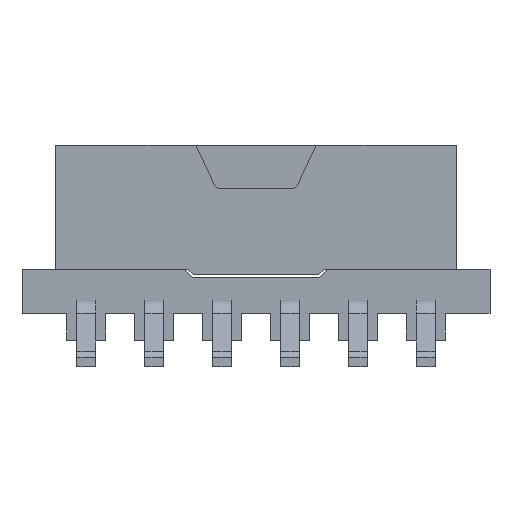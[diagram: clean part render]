
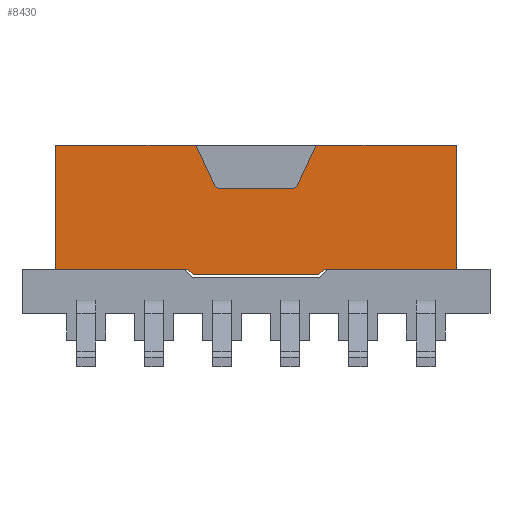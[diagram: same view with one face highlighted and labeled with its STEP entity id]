
A CAD part, left-side view. The second image highlights one B-rep face of the part: STEP entity #8430.
In plain terms, the highlighted face is planar.
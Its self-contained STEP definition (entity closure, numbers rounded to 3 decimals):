
#272=CIRCLE('',#8909,0.15);
#274=CIRCLE('',#8915,0.15);
#276=CIRCLE('',#8918,0.15);
#279=CIRCLE('',#8923,0.15);
#2052=ORIENTED_EDGE('',*,*,#2917,.T.);
#2053=ORIENTED_EDGE('',*,*,#2982,.T.);
#2054=ORIENTED_EDGE('',*,*,#2940,.F.);
#2055=ORIENTED_EDGE('',*,*,#2965,.F.);
#2056=ORIENTED_EDGE('',*,*,#2970,.F.);
#2057=ORIENTED_EDGE('',*,*,#2976,.F.);
#2058=ORIENTED_EDGE('',*,*,#2973,.F.);
#2059=ORIENTED_EDGE('',*,*,#2978,.T.);
#2060=ORIENTED_EDGE('',*,*,#2937,.T.);
#2061=ORIENTED_EDGE('',*,*,#2928,.T.);
#2062=ORIENTED_EDGE('',*,*,#2378,.F.);
#2063=ORIENTED_EDGE('',*,*,#2869,.F.);
#2064=ORIENTED_EDGE('',*,*,#2961,.F.);
#2065=ORIENTED_EDGE('',*,*,#2983,.F.);
#2066=ORIENTED_EDGE('',*,*,#2984,.F.);
#2067=ORIENTED_EDGE('',*,*,#2854,.F.);
#2068=ORIENTED_EDGE('',*,*,#2389,.F.);
#2069=ORIENTED_EDGE('',*,*,#2900,.F.);
#2378=EDGE_CURVE('',#3230,#3231,#3802,.T.);
#2389=EDGE_CURVE('',#3239,#3181,#3813,.T.);
#2854=EDGE_CURVE('',#3181,#3498,#4192,.T.);
#2869=EDGE_CURVE('',#3505,#3230,#4207,.T.);
#2900=EDGE_CURVE('',#3528,#3239,#4238,.T.);
#2917=EDGE_CURVE('',#3528,#3540,#4253,.T.);
#2928=EDGE_CURVE('',#3544,#3231,#4259,.T.);
#2937=EDGE_CURVE('',#3548,#3544,#4267,.T.);
#2940=EDGE_CURVE('',#3550,#3551,#4270,.T.);
#2961=EDGE_CURVE('',#3566,#3505,#4291,.T.);
#2965=EDGE_CURVE('',#3569,#3550,#272,.T.);
#2970=EDGE_CURVE('',#3572,#3569,#4298,.T.);
#2973=EDGE_CURVE('',#3575,#3576,#4301,.T.);
#2976=EDGE_CURVE('',#3576,#3572,#274,.T.);
#2978=EDGE_CURVE('',#3575,#3548,#276,.T.);
#2982=EDGE_CURVE('',#3540,#3551,#279,.T.);
#2983=EDGE_CURVE('',#3577,#3566,#4305,.T.);
#2984=EDGE_CURVE('',#3498,#3577,#4306,.T.);
#3181=VERTEX_POINT('',#11121);
#3230=VERTEX_POINT('',#11259);
#3231=VERTEX_POINT('',#11260);
#3239=VERTEX_POINT('',#11280);
#3498=VERTEX_POINT('',#12185);
#3505=VERTEX_POINT('',#12211);
#3528=VERTEX_POINT('',#12274);
#3540=VERTEX_POINT('',#12308);
#3544=VERTEX_POINT('',#12329);
#3548=VERTEX_POINT('',#12347);
#3550=VERTEX_POINT('',#12353);
#3551=VERTEX_POINT('',#12354);
#3566=VERTEX_POINT('',#12394);
#3569=VERTEX_POINT('',#12404);
#3572=VERTEX_POINT('',#12412);
#3575=VERTEX_POINT('',#12419);
#3576=VERTEX_POINT('',#12421);
#3577=VERTEX_POINT('',#12437);
#3802=LINE('',#11258,#4532);
#3813=LINE('',#11281,#4543);
#4192=LINE('',#12184,#4922);
#4207=LINE('',#12212,#4937);
#4238=LINE('',#12275,#4968);
#4253=LINE('',#12309,#4983);
#4259=LINE('',#12328,#4989);
#4267=LINE('',#12346,#4997);
#4270=LINE('',#12352,#5000);
#4291=LINE('',#12395,#5021);
#4298=LINE('',#12413,#5028);
#4301=LINE('',#12420,#5031);
#4305=LINE('',#12436,#5035);
#4306=LINE('',#12438,#5036);
#4532=VECTOR('',#9464,1000.);
#4543=VECTOR('',#9479,1000.);
#4922=VECTOR('',#10390,1000.);
#4937=VECTOR('',#10415,1000.);
#4968=VECTOR('',#10464,1000.);
#4983=VECTOR('',#10493,1000.);
#4989=VECTOR('',#10519,1000.);
#4997=VECTOR('',#10539,1000.);
#5000=VECTOR('',#10544,1000.);
#5021=VECTOR('',#10575,1000.);
#5028=VECTOR('',#10592,1000.);
#5031=VECTOR('',#10597,1000.);
#5035=VECTOR('',#10623,1000.);
#5036=VECTOR('',#10624,1000.);
#5360=EDGE_LOOP('',(#2052,#2053,#2054,#2055,#2056,#2057,#2058,#2059,#2060,
#2061,#2062,#2063,#2064,#2065,#2066,#2067,#2068,#2069));
#5686=FACE_BOUND('',#5360,.T.);
#5917=PLANE('',#8922);
#8430=ADVANCED_FACE('',(#5686),#5917,.T.);
#8909=AXIS2_PLACEMENT_3D('',#12403,#10583,#10584);
#8915=AXIS2_PLACEMENT_3D('',#12426,#10604,#10605);
#8918=AXIS2_PLACEMENT_3D('',#12429,#10610,#10611);
#8922=AXIS2_PLACEMENT_3D('',#12434,#10619,#10620);
#8923=AXIS2_PLACEMENT_3D('',#12435,#10621,#10622);
#9464=DIRECTION('',(-1.,0.,0.));
#9479=DIRECTION('',(-1.,0.,0.));
#10390=DIRECTION('',(-1.,0.,0.));
#10415=DIRECTION('',(-1.,0.,0.));
#10464=DIRECTION('',(0.,0.,-1.));
#10493=DIRECTION('',(-1.,0.,0.));
#10519=DIRECTION('',(0.,0.,-1.));
#10539=DIRECTION('',(-1.,0.,0.));
#10544=DIRECTION('',(0.423,0.,0.906));
#10575=DIRECTION('',(-0.707,0.,0.707));
#10583=DIRECTION('',(0.,-1.,0.));
#10584=DIRECTION('',(1.,0.,0.));
#10592=DIRECTION('',(1.,0.,0.));
#10597=DIRECTION('',(0.423,0.,-0.906));
#10604=DIRECTION('',(0.,-1.,0.));
#10605=DIRECTION('',(1.,0.,0.));
#10610=DIRECTION('',(0.,-1.,0.));
#10611=DIRECTION('',(1.,0.,0.));
#10619=DIRECTION('',(0.,-1.,0.));
#10620=DIRECTION('',(1.,0.,0.));
#10621=DIRECTION('',(0.,-1.,0.));
#10622=DIRECTION('',(1.,0.,0.));
#10623=DIRECTION('',(-1.,0.,0.));
#10624=DIRECTION('',(-0.707,0.,-0.707));
#11121=CARTESIAN_POINT('',(2.691,-7.5,-1.));
#11258=CARTESIAN_POINT('',(7.5,-7.5,-1.));
#11259=CARTESIAN_POINT('',(-2.691,-7.5,-1.));
#11260=CARTESIAN_POINT('',(-7.5,-7.5,-1.));
#11280=CARTESIAN_POINT('',(7.5,-7.5,-1.));
#11281=CARTESIAN_POINT('',(7.5,-7.5,-1.));
#12184=CARTESIAN_POINT('',(7.5,-7.5,-1.));
#12185=CARTESIAN_POINT('',(2.55,-7.5,-1.));
#12211=CARTESIAN_POINT('',(-2.55,-7.5,-1.));
#12212=CARTESIAN_POINT('',(7.5,-7.5,-1.));
#12274=CARTESIAN_POINT('',(7.5,-7.5,3.65));
#12275=CARTESIAN_POINT('',(7.5,-7.5,3.65));
#12308=CARTESIAN_POINT('',(2.346,-7.5,3.65));
#12309=CARTESIAN_POINT('',(7.5,-7.5,3.65));
#12328=CARTESIAN_POINT('',(-7.5,-7.5,3.65));
#12329=CARTESIAN_POINT('',(-7.5,-7.5,3.65));
#12346=CARTESIAN_POINT('',(7.5,-7.5,3.65));
#12347=CARTESIAN_POINT('',(-2.346,-7.5,3.65));
#12352=CARTESIAN_POINT('',(3.188,-7.5,5.661));
#12353=CARTESIAN_POINT('',(1.54,-7.5,2.128));
#12354=CARTESIAN_POINT('',(2.21,-7.5,3.563));
#12394=CARTESIAN_POINT('',(-2.35,-7.5,-1.2));
#12395=CARTESIAN_POINT('',(-2.35,-7.5,-1.2));
#12403=CARTESIAN_POINT('',(1.404,-7.5,2.192));
#12404=CARTESIAN_POINT('',(1.404,-7.5,2.042));
#12412=CARTESIAN_POINT('',(-1.404,-7.5,2.042));
#12413=CARTESIAN_POINT('',(7.5,-7.5,2.042));
#12419=CARTESIAN_POINT('',(-2.21,-7.5,3.563));
#12420=CARTESIAN_POINT('',(-0.509,-7.5,-0.084));
#12421=CARTESIAN_POINT('',(-1.54,-7.5,2.128));
#12426=CARTESIAN_POINT('',(-1.404,-7.5,2.192));
#12429=CARTESIAN_POINT('',(-2.346,-7.5,3.5));
#12434=CARTESIAN_POINT('',(7.5,-7.5,3.65));
#12435=CARTESIAN_POINT('',(2.346,-7.5,3.5));
#12436=CARTESIAN_POINT('',(2.35,-7.5,-1.2));
#12437=CARTESIAN_POINT('',(2.35,-7.5,-1.2));
#12438=CARTESIAN_POINT('',(2.65,-7.5,-0.9));
